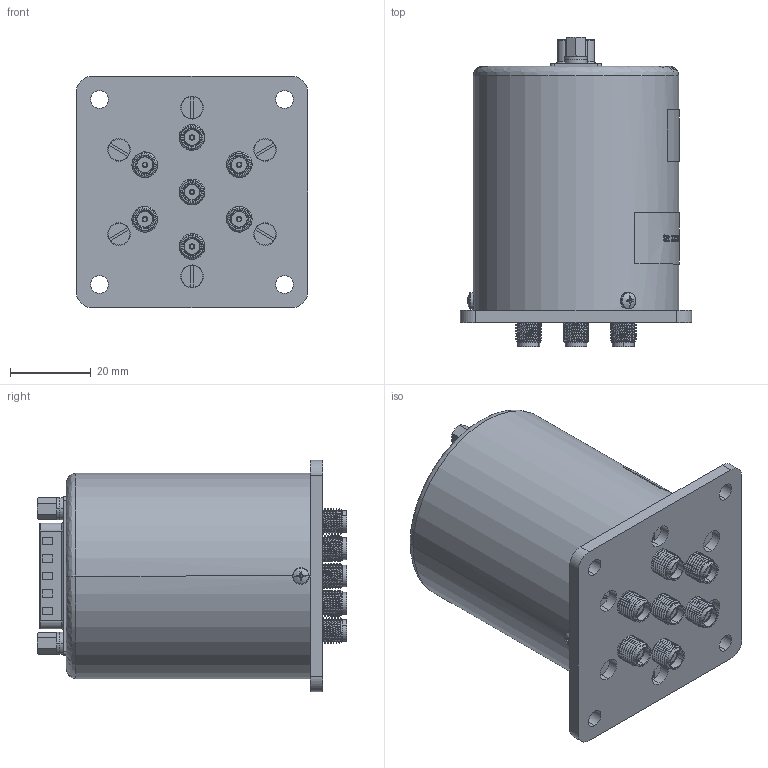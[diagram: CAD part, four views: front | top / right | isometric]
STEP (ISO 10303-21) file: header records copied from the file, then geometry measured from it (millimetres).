
FILE_DESCRIPTION (( 'STEP AP214' ), '1' );
FILE_NAME ('FMSW6575_3D.step', '2023-02-17T21:47:44', ( '' ), ( '' ), 'SwSTEP 2.0', 'SolidWorks 2022', '' );
FILE_SCHEMA (( 'AUTOMOTIVE_DESIGN' ));
Length unit declared in the file: inch
Products named in the file (10): A16L61008_-001_8; FMSW6575_3D; 15P mela-D-SUB CUP 172E-015-103_7; 6T_1; A16L21002_2; A12075Y04_-203_7; A12066001-e360_10; A16L24Y01-CST_7; A16029Y01_5; 9P+H2.375+D2_3
Assembly tree (25 placements, depth 3):
  FMSW6575_3D
    6T_1
      A16L21002_2
      A16L24Y01-CST_7  x8
      A16029Y01_5  x7
    A12075Y04_-203_7  x3
    9P+H2.375+D2_3
      A16L61008_-001_8
      15P mela-D-SUB CUP 172E-015-103_7
      A12066001-e360_10  x2
Bounding box: 57.15 x 76.44 x 57.15 mm (x, y, z)
Volume: 27638.8 mm3; surface area: 38659 mm2
Topology: 34 solids, 34 shells, 1779 faces, 4366 edges, 2822 vertices
Faces by surface type: cylinder 656, plane 590, bspline 426, cone 107
Entity records: 50064 total; most frequent: CARTESIAN_POINT 20571, ORIENTED_EDGE 5744, DIRECTION 4045, EDGE_CURVE 2872, VERTEX_POINT 1863, AXIS2_PLACEMENT_3D 1540, EDGE_LOOP 1291, FACE_OUTER_BOUND 1146
